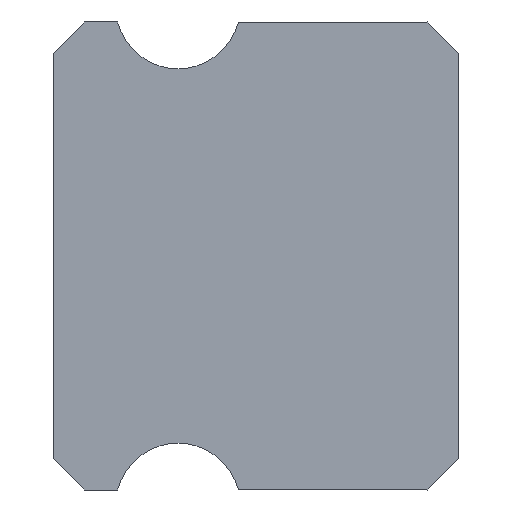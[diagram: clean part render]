
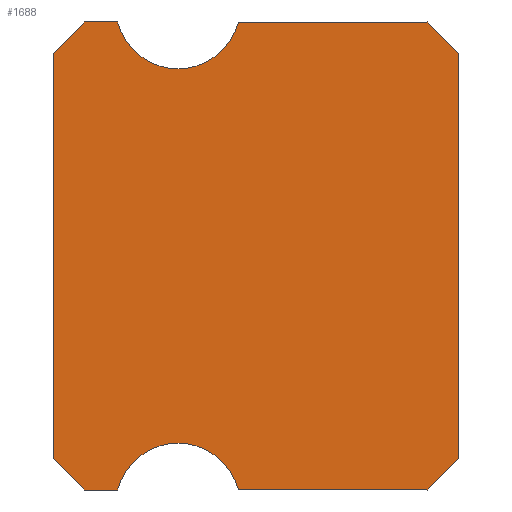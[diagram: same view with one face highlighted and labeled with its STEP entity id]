
A CAD part, left-side view. The second image highlights one B-rep face of the part: STEP entity #1688.
In plain terms, the highlighted planar face has unit normal (-1, 0, 0).
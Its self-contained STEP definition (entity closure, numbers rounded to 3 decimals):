
#5 = EDGE_CURVE ( 'NONE', #1133, #182, #719, .T. ) ;
#15 = VECTOR ( 'NONE', #1705, 1000. ) ;
#16 = EDGE_LOOP ( 'NONE', ( #1457, #1233, #1298, #676, #591, #143, #1413, #1727, #610, #1720, #479, #1363, #1267 ) ) ;
#21 = VECTOR ( 'NONE', #1317, 1000. ) ;
#56 = VERTEX_POINT ( 'NONE', #701 ) ;
#105 = CARTESIAN_POINT ( 'NONE',  ( -3., 2.187, 1.5 ) ) ;
#107 = EDGE_CURVE ( 'NONE', #543, #182, #999, .T. ) ;
#127 = LINE ( 'NONE', #1200, #1427 ) ;
#128 = VERTEX_POINT ( 'NONE', #1030 ) ;
#143 = ORIENTED_EDGE ( 'NONE', *, *, #1068, .T. ) ;
#158 = AXIS2_PLACEMENT_3D ( 'NONE', #1480, #1202, #394 ) ;
#161 = LINE ( 'NONE', #282, #375 ) ;
#182 = VERTEX_POINT ( 'NONE', #378 ) ;
#217 = CIRCLE ( 'NONE', #158, 0.4 ) ;
#220 = VERTEX_POINT ( 'NONE', #1136 ) ;
#234 = CARTESIAN_POINT ( 'NONE',  ( -3., 2.4, -1.5 ) ) ;
#282 = CARTESIAN_POINT ( 'NONE',  ( -3., 2.187, -1.5 ) ) ;
#328 = LINE ( 'NONE', #1400, #1649 ) ;
#350 = CARTESIAN_POINT ( 'NONE',  ( -3., 2.6, 1.3 ) ) ;
#355 = AXIS2_PLACEMENT_3D ( 'NONE', #1585, #362, #869 ) ;
#362 = DIRECTION ( 'NONE',  ( 1., 0., 0. ) ) ;
#365 = CARTESIAN_POINT ( 'NONE',  ( -3., 1.413, 1.5 ) ) ;
#375 = VECTOR ( 'NONE', #1504, 1000. ) ;
#378 = CARTESIAN_POINT ( 'NONE',  ( -3., 2.4, 1.5 ) ) ;
#383 = VECTOR ( 'NONE', #1009, 1000. ) ;
#389 = DIRECTION ( 'NONE',  ( 0., 0.707, 0.707 ) ) ;
#394 = DIRECTION ( 'NONE',  ( 0., 0., -1. ) ) ;
#399 = CARTESIAN_POINT ( 'NONE',  ( -3., 1.413, -1.5 ) ) ;
#469 = CARTESIAN_POINT ( 'NONE',  ( -3., 0.2, -1.5 ) ) ;
#477 = VERTEX_POINT ( 'NONE', #1194 ) ;
#479 = ORIENTED_EDGE ( 'NONE', *, *, #952, .T. ) ;
#491 = PLANE ( 'NONE',  #1064 ) ;
#543 = VERTEX_POINT ( 'NONE', #350 ) ;
#549 = DIRECTION ( 'NONE',  ( 1., 0., 0. ) ) ;
#551 = CARTESIAN_POINT ( 'NONE',  ( -3., 0.2, 1.5 ) ) ;
#556 = VERTEX_POINT ( 'NONE', #1540 ) ;
#567 = EDGE_CURVE ( 'NONE', #543, #477, #1004, .T. ) ;
#575 = CIRCLE ( 'NONE', #355, 0.4 ) ;
#590 = EDGE_CURVE ( 'NONE', #814, #56, #1690, .T. ) ;
#591 = ORIENTED_EDGE ( 'NONE', *, *, #1347, .T. ) ;
#592 = DIRECTION ( 'NONE',  ( 0., 0., -1. ) ) ;
#610 = ORIENTED_EDGE ( 'NONE', *, *, #1564, .F. ) ;
#623 = CARTESIAN_POINT ( 'NONE',  ( -3., 1.8, 1.6 ) ) ;
#628 = CARTESIAN_POINT ( 'NONE',  ( -3., 1.8, 1.2 ) ) ;
#638 = EDGE_CURVE ( 'NONE', #931, #1133, #1104, .T. ) ;
#649 = CARTESIAN_POINT ( 'NONE',  ( -3., 1.8, 1.6 ) ) ;
#676 = ORIENTED_EDGE ( 'NONE', *, *, #973, .F. ) ;
#695 = VECTOR ( 'NONE', #1322, 1000. ) ;
#701 = CARTESIAN_POINT ( 'NONE',  ( -3., 0.2, -1.5 ) ) ;
#719 = LINE ( 'NONE', #845, #383 ) ;
#760 = VECTOR ( 'NONE', #389, 1000. ) ;
#764 = FACE_OUTER_BOUND ( 'NONE', #16, .T. ) ;
#788 = EDGE_CURVE ( 'NONE', #556, #1349, #803, .T. ) ;
#803 = LINE ( 'NONE', #551, #760 ) ;
#810 = DIRECTION ( 'NONE',  ( 0., 0., -1. ) ) ;
#814 = VERTEX_POINT ( 'NONE', #399 ) ;
#845 = CARTESIAN_POINT ( 'NONE',  ( -3., 2.4, 1.5 ) ) ;
#869 = DIRECTION ( 'NONE',  ( 0., 0., -1. ) ) ;
#901 = CARTESIAN_POINT ( 'NONE',  ( -3., 1.413, 1.5 ) ) ;
#928 = DIRECTION ( 'NONE',  ( 1., 0., 0. ) ) ;
#931 = VERTEX_POINT ( 'NONE', #628 ) ;
#952 = EDGE_CURVE ( 'NONE', #1349, #1700, #1715, .T. ) ;
#960 = EDGE_CURVE ( 'NONE', #1700, #931, #575, .T. ) ;
#973 = EDGE_CURVE ( 'NONE', #1548, #477, #1448, .T. ) ;
#994 = CARTESIAN_POINT ( 'NONE',  ( -3., 2.4, -1.5 ) ) ;
#999 = LINE ( 'NONE', #1534, #1128 ) ;
#1004 = LINE ( 'NONE', #1290, #21 ) ;
#1009 = DIRECTION ( 'NONE',  ( 0., 1., 0. ) ) ;
#1030 = CARTESIAN_POINT ( 'NONE',  ( -3., 2.187, -1.5 ) ) ;
#1064 = AXIS2_PLACEMENT_3D ( 'NONE', #623, #549, #810 ) ;
#1068 = EDGE_CURVE ( 'NONE', #128, #814, #217, .T. ) ;
#1104 = CIRCLE ( 'NONE', #1337, 0.4 ) ;
#1128 = VECTOR ( 'NONE', #1648, 1000. ) ;
#1133 = VERTEX_POINT ( 'NONE', #105 ) ;
#1136 = CARTESIAN_POINT ( 'NONE',  ( -3., 0., -1.3 ) ) ;
#1194 = CARTESIAN_POINT ( 'NONE',  ( -3., 2.6, -1.3 ) ) ;
#1200 = CARTESIAN_POINT ( 'NONE',  ( -3., 0., -1.3 ) ) ;
#1202 = DIRECTION ( 'NONE',  ( 1., 0., 0. ) ) ;
#1207 = DIRECTION ( 'NONE',  ( 0., -0.707, 0.707 ) ) ;
#1233 = ORIENTED_EDGE ( 'NONE', *, *, #107, .F. ) ;
#1249 = CARTESIAN_POINT ( 'NONE',  ( -3., 0.2, 1.5 ) ) ;
#1267 = ORIENTED_EDGE ( 'NONE', *, *, #638, .T. ) ;
#1270 = EDGE_CURVE ( 'NONE', #56, #220, #127, .T. ) ;
#1290 = CARTESIAN_POINT ( 'NONE',  ( -3., 2.6, -1.3 ) ) ;
#1298 = ORIENTED_EDGE ( 'NONE', *, *, #567, .T. ) ;
#1317 = DIRECTION ( 'NONE',  ( 0., 0., -1. ) ) ;
#1322 = DIRECTION ( 'NONE',  ( 0., 0.707, 0.707 ) ) ;
#1337 = AXIS2_PLACEMENT_3D ( 'NONE', #649, #928, #1477 ) ;
#1347 = EDGE_CURVE ( 'NONE', #1548, #128, #161, .T. ) ;
#1349 = VERTEX_POINT ( 'NONE', #1249 ) ;
#1363 = ORIENTED_EDGE ( 'NONE', *, *, #960, .T. ) ;
#1400 = CARTESIAN_POINT ( 'NONE',  ( -3., 0., 1.6 ) ) ;
#1412 = DIRECTION ( 'NONE',  ( 0., -1., 0. ) ) ;
#1413 = ORIENTED_EDGE ( 'NONE', *, *, #590, .T. ) ;
#1427 = VECTOR ( 'NONE', #1207, 1000. ) ;
#1448 = LINE ( 'NONE', #234, #695 ) ;
#1457 = ORIENTED_EDGE ( 'NONE', *, *, #5, .T. ) ;
#1477 = DIRECTION ( 'NONE',  ( 0., 0., -1. ) ) ;
#1480 = CARTESIAN_POINT ( 'NONE',  ( -3., 1.8, -1.6 ) ) ;
#1500 = VECTOR ( 'NONE', #1412, 1000. ) ;
#1504 = DIRECTION ( 'NONE',  ( 0., -1., 0. ) ) ;
#1534 = CARTESIAN_POINT ( 'NONE',  ( -3., 2.6, 1.3 ) ) ;
#1540 = CARTESIAN_POINT ( 'NONE',  ( -3., 0., 1.3 ) ) ;
#1548 = VERTEX_POINT ( 'NONE', #994 ) ;
#1564 = EDGE_CURVE ( 'NONE', #556, #220, #328, .T. ) ;
#1585 = CARTESIAN_POINT ( 'NONE',  ( -3., 1.8, 1.6 ) ) ;
#1648 = DIRECTION ( 'NONE',  ( 0., -0.707, 0.707 ) ) ;
#1649 = VECTOR ( 'NONE', #592, 1000. ) ;
#1688 = ADVANCED_FACE ( 'NONE', ( #764 ), #491, .F. ) ;
#1690 = LINE ( 'NONE', #469, #1500 ) ;
#1700 = VERTEX_POINT ( 'NONE', #365 ) ;
#1705 = DIRECTION ( 'NONE',  ( 0., 1., 0. ) ) ;
#1715 = LINE ( 'NONE', #901, #15 ) ;
#1720 = ORIENTED_EDGE ( 'NONE', *, *, #788, .T. ) ;
#1727 = ORIENTED_EDGE ( 'NONE', *, *, #1270, .T. ) ;
